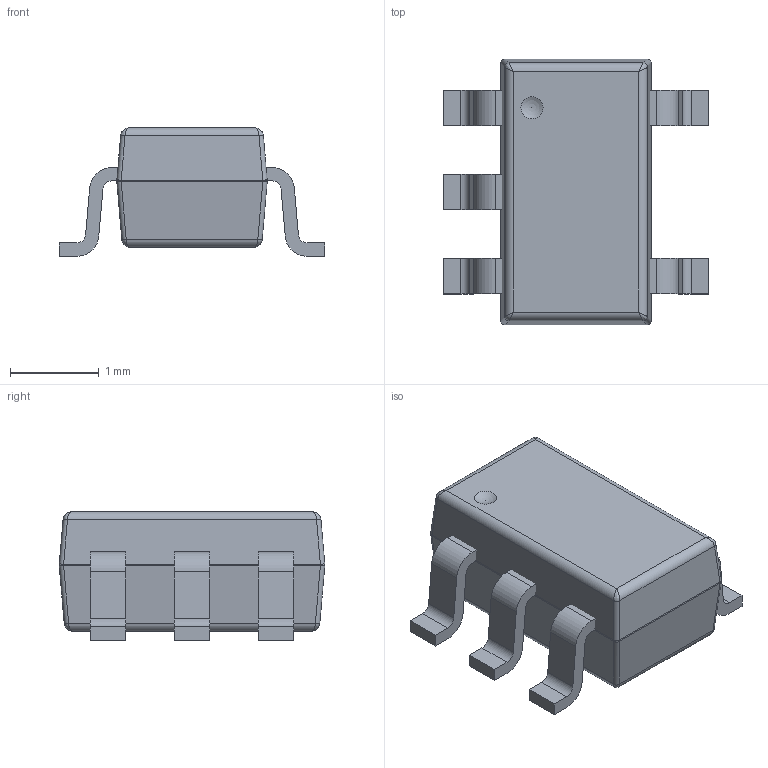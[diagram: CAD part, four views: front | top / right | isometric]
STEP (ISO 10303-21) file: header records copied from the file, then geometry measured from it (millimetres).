
FILE_DESCRIPTION(('FreeCAD Model'),'2;1');
FILE_NAME('SOT23-5.step', '2016-03-20T23:44:48',('Author'),(''), 'Open CASCADE STEP processor 6.8','FreeCAD','Unknown');
FILE_SCHEMA(('AUTOMOTIVE_DESIGN_CC2 { 1 2 10303 214 -1 1 5 4 }'));
Length unit declared in the file: millimetre
Products named in the file (6): MO-178AA; MO-178AA001; MO-178AA003; MO-178AA002; MO-178AA004; MO-178AA005
Bounding box: 3 x 3 x 1.45 mm (x, y, z)
Volume: 6.9 mm3; surface area: 29.7 mm2
Topology: 6 solids, 6 shells, 113 faces, 271 edges, 162 vertices
Faces by surface type: plane 60, cylinder 40, bspline 12, sphere 1
Entity records: 12216 total; most frequent: CARTESIAN_POINT 6484, DIRECTION 768, ORIENTED_EDGE 524, PCURVE 524, DEFINITIONAL_REPRESENTATION 524, LINE 462, VECTOR 462, EDGE_CURVE 262
